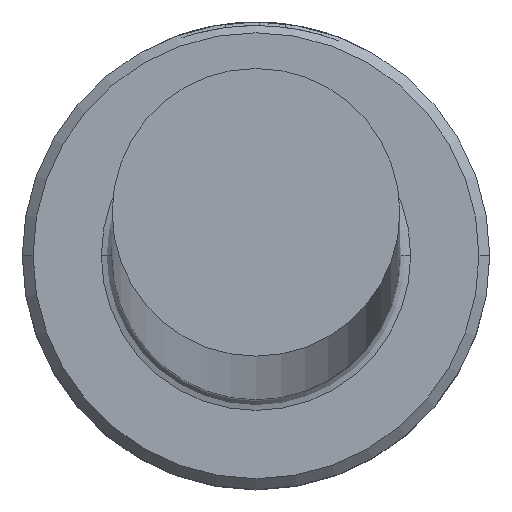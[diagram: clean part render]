
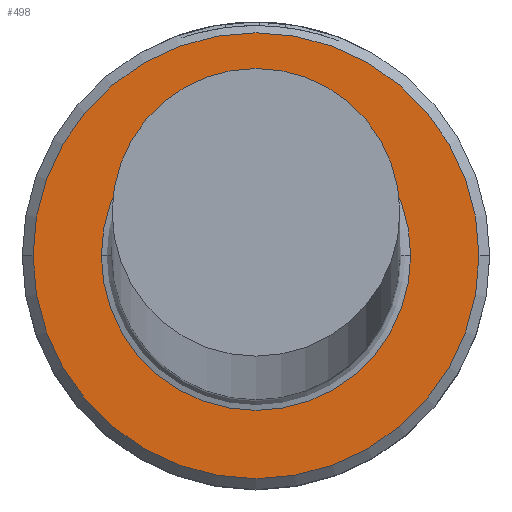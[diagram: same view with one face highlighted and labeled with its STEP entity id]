
A CAD part, top view. The second image highlights one B-rep face of the part: STEP entity #498.
In plain terms, the highlighted planar face has unit normal (0, 0, 1).
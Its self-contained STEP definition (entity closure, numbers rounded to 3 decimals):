
#13 = DIRECTION ( 'NONE',  ( 0., 0., -1. ) ) ;
#17 = CARTESIAN_POINT ( 'NONE',  ( 0., 0., 8. ) ) ;
#32 = FACE_OUTER_BOUND ( 'NONE', #1031, .T. ) ;
#162 = AXIS2_PLACEMENT_3D ( 'NONE', #784, #214, #877 ) ;
#191 = CIRCLE ( 'NONE', #660, 4.3 ) ;
#198 = ORIENTED_EDGE ( 'NONE', *, *, #971, .T. ) ;
#203 = CIRCLE ( 'NONE', #285, 6.2 ) ;
#214 = DIRECTION ( 'NONE',  ( 0., 0., 1. ) ) ;
#240 = AXIS2_PLACEMENT_3D ( 'NONE', #816, #984, #435 ) ;
#266 = CARTESIAN_POINT ( 'NONE',  ( 0., 0., 8. ) ) ;
#269 = EDGE_CURVE ( 'NONE', #615, #962, #191, .T. ) ;
#285 = AXIS2_PLACEMENT_3D ( 'NONE', #902, #336, #988 ) ;
#318 = CIRCLE ( 'NONE', #502, 4.3 ) ;
#332 = PLANE ( 'NONE',  #240 ) ;
#336 = DIRECTION ( 'NONE',  ( 0., 0., 1. ) ) ;
#362 = DIRECTION ( 'NONE',  ( -1., 0., 0. ) ) ;
#393 = DIRECTION ( 'NONE',  ( -1., 0., 0. ) ) ;
#435 = DIRECTION ( 'NONE',  ( 1., 0., 0. ) ) ;
#473 = VERTEX_POINT ( 'NONE', #896 ) ;
#498 = ADVANCED_FACE ( 'NONE', ( #32, #870 ), #332, .T. ) ;
#502 = AXIS2_PLACEMENT_3D ( 'NONE', #266, #924, #362 ) ;
#615 = VERTEX_POINT ( 'NONE', #833 ) ;
#648 = CIRCLE ( 'NONE', #162, 6.2 ) ;
#660 = AXIS2_PLACEMENT_3D ( 'NONE', #17, #13, #393 ) ;
#694 = VERTEX_POINT ( 'NONE', #1155 ) ;
#742 = ORIENTED_EDGE ( 'NONE', *, *, #1198, .T. ) ;
#784 = CARTESIAN_POINT ( 'NONE',  ( 0., 0., 8. ) ) ;
#796 = EDGE_CURVE ( 'NONE', #473, #694, #203, .T. ) ;
#816 = CARTESIAN_POINT ( 'NONE',  ( 0., 0., 8. ) ) ;
#833 = CARTESIAN_POINT ( 'NONE',  ( 4.3, 0., 8. ) ) ;
#870 = FACE_BOUND ( 'NONE', #952, .T. ) ;
#877 = DIRECTION ( 'NONE',  ( 1., 0., 0. ) ) ;
#896 = CARTESIAN_POINT ( 'NONE',  ( -6.2, 0., 8. ) ) ;
#902 = CARTESIAN_POINT ( 'NONE',  ( 0., 0., 8. ) ) ;
#924 = DIRECTION ( 'NONE',  ( 0., 0., -1. ) ) ;
#952 = EDGE_LOOP ( 'NONE', ( #198, #1176 ) ) ;
#962 = VERTEX_POINT ( 'NONE', #1014 ) ;
#971 = EDGE_CURVE ( 'NONE', #962, #615, #318, .T. ) ;
#984 = DIRECTION ( 'NONE',  ( 0., 0., 1. ) ) ;
#988 = DIRECTION ( 'NONE',  ( 1., 0., 0. ) ) ;
#1014 = CARTESIAN_POINT ( 'NONE',  ( -4.3, 0., 8. ) ) ;
#1031 = EDGE_LOOP ( 'NONE', ( #1109, #742 ) ) ;
#1109 = ORIENTED_EDGE ( 'NONE', *, *, #796, .T. ) ;
#1155 = CARTESIAN_POINT ( 'NONE',  ( 6.2, 0., 8. ) ) ;
#1176 = ORIENTED_EDGE ( 'NONE', *, *, #269, .T. ) ;
#1198 = EDGE_CURVE ( 'NONE', #694, #473, #648, .T. ) ;
